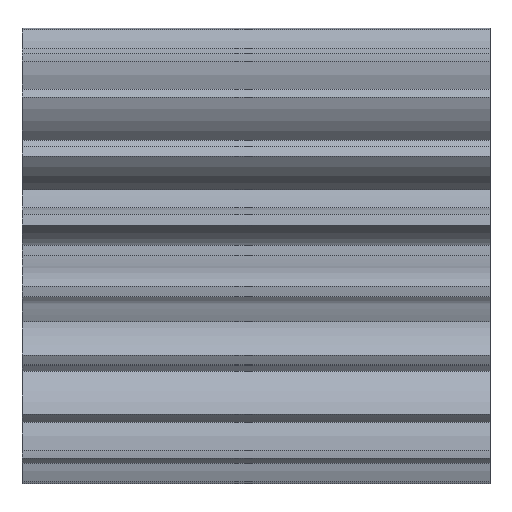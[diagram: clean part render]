
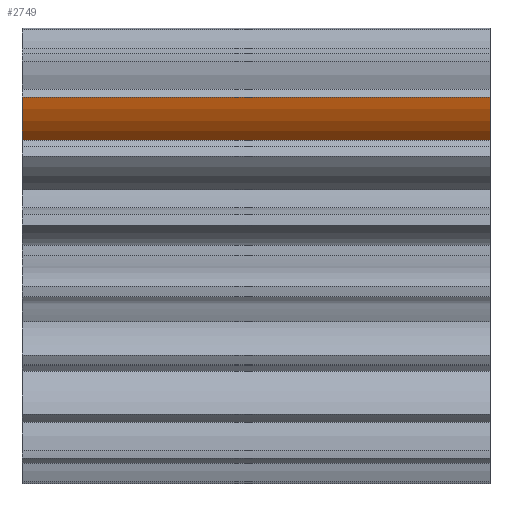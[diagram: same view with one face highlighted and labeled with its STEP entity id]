
A CAD part, top view. The second image highlights one B-rep face of the part: STEP entity #2749.
In plain terms, the highlighted cylindrical face has radius 3.175 mm (diameter 6.35 mm), a partial arc.
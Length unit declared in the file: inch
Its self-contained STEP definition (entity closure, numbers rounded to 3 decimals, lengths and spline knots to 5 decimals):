
#96 = ORIENTED_EDGE ( 'NONE', *, *, #769, .F. ) ;
#197 = CARTESIAN_POINT ( 'NONE',  ( 0.7, 0.17272, 0.21141 ) ) ;
#333 = DIRECTION ( 'NONE',  ( -1., 0., 0. ) ) ;
#371 = EDGE_CURVE ( 'NONE', #2779, #1610, #1125, .T. ) ;
#752 = CARTESIAN_POINT ( 'NONE',  ( 0.7, 0.26482, 0.12689 ) ) ;
#769 = EDGE_CURVE ( 'NONE', #1610, #2298, #3408, .T. ) ;
#849 = ORIENTED_EDGE ( 'NONE', *, *, #3266, .T. ) ;
#897 = VERTEX_POINT ( 'NONE', #2251 ) ;
#902 = ORIENTED_EDGE ( 'NONE', *, *, #2484, .T. ) ;
#1095 = DIRECTION ( 'NONE',  ( 0., 0.809, -0.588 ) ) ;
#1103 = EDGE_LOOP ( 'NONE', ( #902, #96, #2361, #849 ) ) ;
#1125 = LINE ( 'NONE', #197, #1196 ) ;
#1196 = VECTOR ( 'NONE', #1447, 39.37008 ) ;
#1383 = AXIS2_PLACEMENT_3D ( 'NONE', #3345, #3385, #3070 ) ;
#1413 = CARTESIAN_POINT ( 'NONE',  ( 0., 0.26482, 0.12689 ) ) ;
#1447 = DIRECTION ( 'NONE',  ( -1., 0., 0. ) ) ;
#1610 = VERTEX_POINT ( 'NONE', #2821 ) ;
#1721 = DIRECTION ( 'NONE',  ( 0., 0.809, -0.588 ) ) ;
#1880 = CARTESIAN_POINT ( 'NONE',  ( 0., 0.23719, 0.2488 ) ) ;
#2251 = CARTESIAN_POINT ( 'NONE',  ( 0.7, 0.23719, 0.2488 ) ) ;
#2298 = VERTEX_POINT ( 'NONE', #1880 ) ;
#2304 = CIRCLE ( 'NONE', #3197, 0.125 ) ;
#2329 = FACE_OUTER_BOUND ( 'NONE', #1103, .T. ) ;
#2361 = ORIENTED_EDGE ( 'NONE', *, *, #371, .F. ) ;
#2394 = LINE ( 'NONE', #3168, #3128 ) ;
#2426 = DIRECTION ( 'NONE',  ( -1., 0., 0. ) ) ;
#2484 = EDGE_CURVE ( 'NONE', #897, #2298, #2394, .T. ) ;
#2749 = ADVANCED_FACE ( 'NONE', ( #2329 ), #3241, .T. ) ;
#2779 = VERTEX_POINT ( 'NONE', #2818 ) ;
#2818 = CARTESIAN_POINT ( 'NONE',  ( 0.7, 0.17272, 0.21141 ) ) ;
#2821 = CARTESIAN_POINT ( 'NONE',  ( 0., 0.17272, 0.21141 ) ) ;
#2864 = AXIS2_PLACEMENT_3D ( 'NONE', #1413, #3293, #1095 ) ;
#3070 = DIRECTION ( 'NONE',  ( 0., 0., 1. ) ) ;
#3128 = VECTOR ( 'NONE', #2426, 39.37008 ) ;
#3168 = CARTESIAN_POINT ( 'NONE',  ( 0.35, 0.23719, 0.2488 ) ) ;
#3197 = AXIS2_PLACEMENT_3D ( 'NONE', #752, #333, #1721 ) ;
#3241 = CYLINDRICAL_SURFACE ( 'NONE', #1383, 0.125 ) ;
#3266 = EDGE_CURVE ( 'NONE', #2779, #897, #2304, .T. ) ;
#3293 = DIRECTION ( 'NONE',  ( -1., 0., 0. ) ) ;
#3345 = CARTESIAN_POINT ( 'NONE',  ( 0.7, 0.26482, 0.12689 ) ) ;
#3385 = DIRECTION ( 'NONE',  ( -1., 0., 0. ) ) ;
#3408 = CIRCLE ( 'NONE', #2864, 0.125 ) ;
